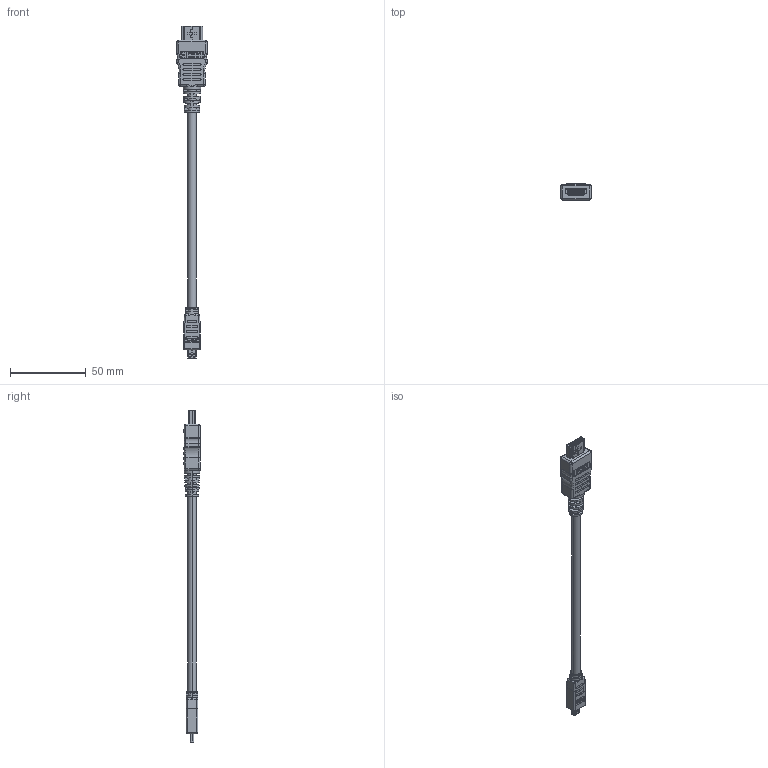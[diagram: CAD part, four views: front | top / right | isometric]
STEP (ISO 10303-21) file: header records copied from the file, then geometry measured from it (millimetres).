
FILE_DESCRIPTION (( 'STEP AP214' ), '1' );
FILE_NAME ('MICHD-HD.STEP', '2017-12-22T17:29:48', ( '' ), ( '' ), 'SwSTEP 2.0', 'SolidWorks 2014', '' );
FILE_SCHEMA (( 'AUTOMOTIVE_DESIGN' ));
Length unit declared in the file: millimetre
Products named in the file (17): 1AH05-036-MA2; MTN-937_NO CABLE; MTN-936_PREMOLD2; MTN-518_with Global Connectivity logo - No Cable; 1AH05-007___; 1AH05-007-MA3___; 1AH05-007-MA1___; 1AH05-007-MA2___; MICHD-HD-MA1; MICHD-HD; MTN-937_OVERMOLD, THREE PARTS; 1AH05-036_CRIMPED; 1AH05-036-MA5_CRIMPED; 1AH05-036-MA4; 1AH05-036-MA3; 1AH05-036-MA1
Assembly tree (16 placements, depth 4):
  MICHD-HD
    MICHD-HD-MA1
    MTN-518_with Global Connectivity logo - No Cable
      MTN-518_with Global Connectivity logo - No Cable
      1AH05-007___
        1AH05-007-MA2___
        1AH05-007-MA1___
        1AH05-007-MA3___
    MTN-937_OVERMOLD, THREE PARTS
      MTN-936_PREMOLD2
      MTN-937_NO CABLE
      1AH05-036_CRIMPED
        1AH05-036-MA2
        1AH05-036-MA1
        1AH05-036-MA3
        1AH05-036-MA4
        1AH05-036-MA5_CRIMPED
Bounding box: 19.9 x 10.88 x 218.65 mm (x, y, z)
Volume: 13310.7 mm3; surface area: 13869 mm2
Topology: 50 solids, 50 shells, 4305 faces, 11428 edges, 7405 vertices
Faces by surface type: plane 3307, cylinder 741, bspline 185, torus 50, sphere 20, cone 2
Entity records: 150837 total; most frequent: CARTESIAN_POINT 30165, ORIENTED_EDGE 22764, DIRECTION 20772, EDGE_CURVE 11382, VECTOR 9268, LINE 9268, VERTEX_POINT 7405, AXIS2_PLACEMENT_3D 5752
